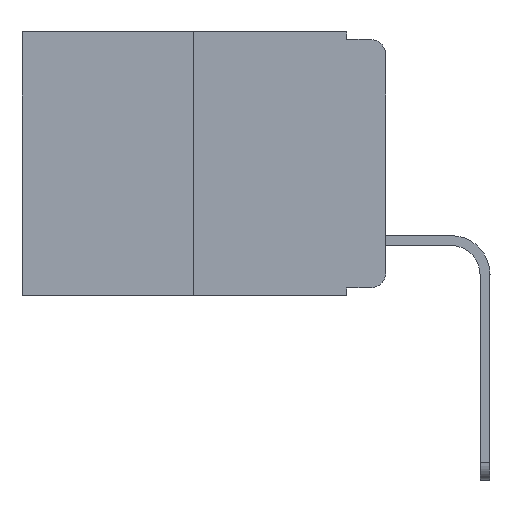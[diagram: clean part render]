
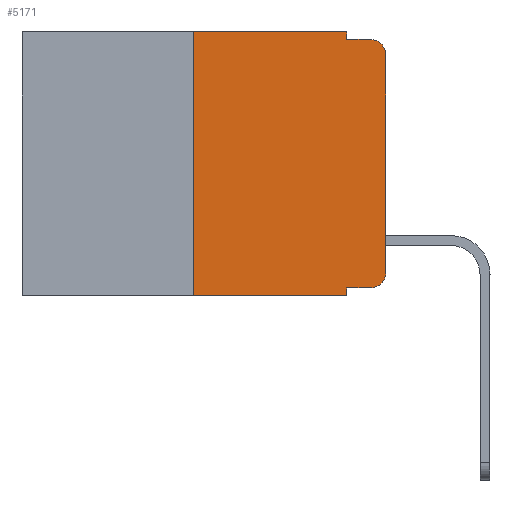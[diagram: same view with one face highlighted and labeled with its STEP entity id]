
A CAD part, left-side view. The second image highlights one B-rep face of the part: STEP entity #5171.
In plain terms, the highlighted planar face has unit normal (-1, 0, 0).
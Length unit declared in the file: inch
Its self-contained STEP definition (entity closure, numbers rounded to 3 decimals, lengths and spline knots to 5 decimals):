
#145 = CARTESIAN_POINT ( 'NONE',  ( 0., 0.051, -0.333 ) ) ;
#344 = VERTEX_POINT ( 'NONE', #17832 ) ;
#448 = AXIS2_PLACEMENT_3D ( 'NONE', #2797, #6655, #18863 ) ;
#872 = DIRECTION ( 'NONE',  ( 0., 0., 1. ) ) ;
#885 = VERTEX_POINT ( 'NONE', #14093 ) ;
#1102 = VERTEX_POINT ( 'NONE', #20033 ) ;
#1108 = AXIS2_PLACEMENT_3D ( 'NONE', #17817, #14442, #19632 ) ;
#1441 = CARTESIAN_POINT ( 'NONE',  ( 0., 0.25, 0. ) ) ;
#1579 = VECTOR ( 'NONE', #5304, 39.37008 ) ;
#2099 = EDGE_CURVE ( 'NONE', #8700, #21095, #4609, .T. ) ;
#2111 = EDGE_CURVE ( 'NONE', #21138, #13556, #19338, .T. ) ;
#2402 = CARTESIAN_POINT ( 'NONE',  ( 0., 0.051, -0.333 ) ) ;
#2797 = CARTESIAN_POINT ( 'NONE',  ( 0., 0.02, -0.313 ) ) ;
#3362 = VERTEX_POINT ( 'NONE', #22440 ) ;
#3703 = EDGE_CURVE ( 'NONE', #3362, #13556, #20696, .T. ) ;
#3892 = CARTESIAN_POINT ( 'NONE',  ( 0., 0.473, 0. ) ) ;
#4112 = CARTESIAN_POINT ( 'NONE',  ( 0., 0.051, -0.343 ) ) ;
#4426 = CARTESIAN_POINT ( 'NONE',  ( 0., 0.25, 0. ) ) ;
#4609 = LINE ( 'NONE', #3892, #15804 ) ;
#5171 = ADVANCED_FACE ( 'NONE', ( #15421 ), #18319, .F. ) ;
#5232 = AXIS2_PLACEMENT_3D ( 'NONE', #13122, #12363, #20615 ) ;
#5288 = CARTESIAN_POINT ( 'NONE',  ( 0., 0.051, -0.01 ) ) ;
#5304 = DIRECTION ( 'NONE',  ( 0., -1., 0. ) ) ;
#5882 = CARTESIAN_POINT ( 'NONE',  ( 0., 0., -0.03 ) ) ;
#6002 = LINE ( 'NONE', #22525, #8476 ) ;
#6530 = EDGE_LOOP ( 'NONE', ( #6956, #12056, #22351, #6809, #17462, #19499, #12613, #16934, #22250, #16184 ) ) ;
#6626 = CIRCLE ( 'NONE', #1108, 0.02 ) ;
#6655 = DIRECTION ( 'NONE',  ( -1., 0., 0. ) ) ;
#6692 = EDGE_CURVE ( 'NONE', #6847, #885, #6626, .T. ) ;
#6809 = ORIENTED_EDGE ( 'NONE', *, *, #16930, .F. ) ;
#6847 = VERTEX_POINT ( 'NONE', #5882 ) ;
#6889 = DIRECTION ( 'NONE',  ( 0., -1., 0. ) ) ;
#6956 = ORIENTED_EDGE ( 'NONE', *, *, #22570, .T. ) ;
#8240 = CARTESIAN_POINT ( 'NONE',  ( 0., 0., 0. ) ) ;
#8476 = VECTOR ( 'NONE', #8763, 39.37008 ) ;
#8497 = CARTESIAN_POINT ( 'NONE',  ( 0., 0.473, -0.343 ) ) ;
#8700 = VERTEX_POINT ( 'NONE', #1441 ) ;
#8763 = DIRECTION ( 'NONE',  ( 0., -1., 0. ) ) ;
#9254 = VERTEX_POINT ( 'NONE', #5288 ) ;
#9354 = DIRECTION ( 'NONE',  ( 0., 0., -1. ) ) ;
#10854 = DIRECTION ( 'NONE',  ( 0., 0., -1. ) ) ;
#11401 = VECTOR ( 'NONE', #6889, 39.37008 ) ;
#12056 = ORIENTED_EDGE ( 'NONE', *, *, #6692, .T. ) ;
#12363 = DIRECTION ( 'NONE',  ( 1., 0., 0. ) ) ;
#12368 = VECTOR ( 'NONE', #9354, 39.37008 ) ;
#12613 = ORIENTED_EDGE ( 'NONE', *, *, #3703, .T. ) ;
#13122 = CARTESIAN_POINT ( 'NONE',  ( 0., 0.473, 0. ) ) ;
#13401 = CIRCLE ( 'NONE', #448, 0.02 ) ;
#13551 = EDGE_CURVE ( 'NONE', #3362, #8700, #17792, .T. ) ;
#13556 = VERTEX_POINT ( 'NONE', #4112 ) ;
#14093 = CARTESIAN_POINT ( 'NONE',  ( 0., 0.02, -0.01 ) ) ;
#14442 = DIRECTION ( 'NONE',  ( -1., 0., 0. ) ) ;
#15421 = FACE_OUTER_BOUND ( 'NONE', #6530, .T. ) ;
#15804 = VECTOR ( 'NONE', #16123, 39.37008 ) ;
#16046 = CARTESIAN_POINT ( 'NONE',  ( 0., 0.051, 0. ) ) ;
#16096 = LINE ( 'NONE', #145, #1579 ) ;
#16123 = DIRECTION ( 'NONE',  ( 0., -1., 0. ) ) ;
#16184 = ORIENTED_EDGE ( 'NONE', *, *, #21328, .T. ) ;
#16268 = CARTESIAN_POINT ( 'NONE',  ( 0., 0.051, 0. ) ) ;
#16621 = VECTOR ( 'NONE', #16705, 39.37008 ) ;
#16705 = DIRECTION ( 'NONE',  ( 0., 0., 1. ) ) ;
#16930 = EDGE_CURVE ( 'NONE', #21095, #9254, #19449, .T. ) ;
#16934 = ORIENTED_EDGE ( 'NONE', *, *, #2111, .F. ) ;
#17176 = VECTOR ( 'NONE', #10854, 39.37008 ) ;
#17267 = EDGE_CURVE ( 'NONE', #21138, #1102, #16096, .T. ) ;
#17462 = ORIENTED_EDGE ( 'NONE', *, *, #2099, .F. ) ;
#17792 = LINE ( 'NONE', #4426, #22397 ) ;
#17817 = CARTESIAN_POINT ( 'NONE',  ( 0., 0.02, -0.03 ) ) ;
#17832 = CARTESIAN_POINT ( 'NONE',  ( 0., 0., -0.313 ) ) ;
#18319 = PLANE ( 'NONE',  #5232 ) ;
#18863 = DIRECTION ( 'NONE',  ( 0., 0., -1. ) ) ;
#19338 = LINE ( 'NONE', #16046, #17176 ) ;
#19449 = LINE ( 'NONE', #21472, #12368 ) ;
#19499 = ORIENTED_EDGE ( 'NONE', *, *, #13551, .F. ) ;
#19632 = DIRECTION ( 'NONE',  ( 0., 0., -1. ) ) ;
#20033 = CARTESIAN_POINT ( 'NONE',  ( 0., 0.02, -0.333 ) ) ;
#20615 = DIRECTION ( 'NONE',  ( 0., 0., -1. ) ) ;
#20696 = LINE ( 'NONE', #8497, #11401 ) ;
#21095 = VERTEX_POINT ( 'NONE', #16268 ) ;
#21138 = VERTEX_POINT ( 'NONE', #2402 ) ;
#21328 = EDGE_CURVE ( 'NONE', #1102, #344, #13401, .T. ) ;
#21472 = CARTESIAN_POINT ( 'NONE',  ( 0., 0.051, 0. ) ) ;
#22074 = EDGE_CURVE ( 'NONE', #9254, #885, #6002, .T. ) ;
#22250 = ORIENTED_EDGE ( 'NONE', *, *, #17267, .T. ) ;
#22333 = LINE ( 'NONE', #8240, #16621 ) ;
#22351 = ORIENTED_EDGE ( 'NONE', *, *, #22074, .F. ) ;
#22397 = VECTOR ( 'NONE', #872, 39.37008 ) ;
#22440 = CARTESIAN_POINT ( 'NONE',  ( 0., 0.25, -0.343 ) ) ;
#22525 = CARTESIAN_POINT ( 'NONE',  ( 0., 0.051, -0.01 ) ) ;
#22570 = EDGE_CURVE ( 'NONE', #344, #6847, #22333, .T. ) ;
